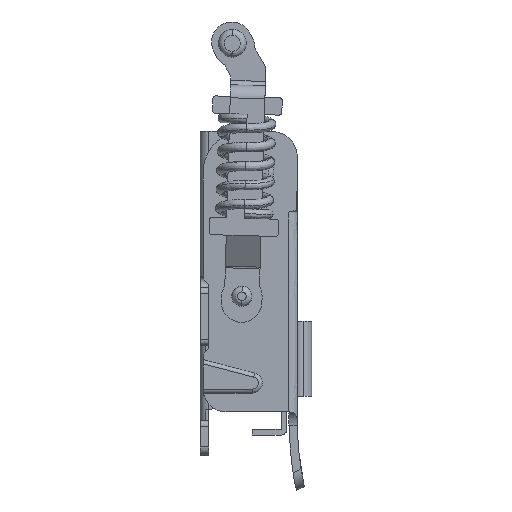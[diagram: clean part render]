
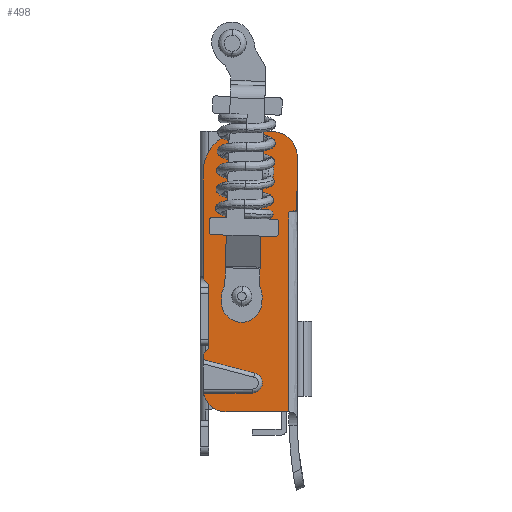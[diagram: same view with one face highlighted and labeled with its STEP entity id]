
A CAD part, left-side view. The second image highlights one B-rep face of the part: STEP entity #498.
In plain terms, the highlighted planar face has unit normal (-1, 0, 0).
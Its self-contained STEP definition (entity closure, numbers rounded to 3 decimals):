
#498=ADVANCED_FACE('',(#3000,#3001,#3002),#2999,.F.);
#2999=PLANE('',#6228);
#3000=FACE_OUTER_BOUND('',#6229,.T.);
#3001=FACE_BOUND('',#6230,.T.);
#3002=FACE_BOUND('',#6231,.T.);
#6225=CARTESIAN_POINT('',(-11.5,-1.63,33.35));
#6226=DIRECTION('',(1.,0.,0.));
#6227=DIRECTION('',(0.,0.,-1.));
#6228=AXIS2_PLACEMENT_3D('',#6225,#6226,#6227);
#6229=EDGE_LOOP('',(#10990,#10991,#10992,#10993,#10994,#10995,#10996,#10997,#10998,#10999,#11000,#11001,#11002,#11003));
#6230=EDGE_LOOP('',(#11004,#11005));
#6231=EDGE_LOOP('',(#11006,#11007));
#10990=ORIENTED_EDGE('',*,*,#12600,.F.);
#10991=ORIENTED_EDGE('',*,*,#12601,.T.);
#10992=ORIENTED_EDGE('',*,*,#12602,.T.);
#10993=ORIENTED_EDGE('',*,*,#12603,.F.);
#10994=ORIENTED_EDGE('',*,*,#12604,.T.);
#10995=ORIENTED_EDGE('',*,*,#12605,.F.);
#10996=ORIENTED_EDGE('',*,*,#12549,.F.);
#10997=ORIENTED_EDGE('',*,*,#12553,.F.);
#10998=ORIENTED_EDGE('',*,*,#12559,.F.);
#10999=ORIENTED_EDGE('',*,*,#12566,.F.);
#11000=ORIENTED_EDGE('',*,*,#12606,.F.);
#11001=ORIENTED_EDGE('',*,*,#12607,.F.);
#11002=ORIENTED_EDGE('',*,*,#12608,.F.);
#11003=ORIENTED_EDGE('',*,*,#12571,.T.);
#11004=ORIENTED_EDGE('',*,*,#12609,.F.);
#11005=ORIENTED_EDGE('',*,*,#12610,.F.);
#11006=ORIENTED_EDGE('',*,*,#12611,.F.);
#11007=ORIENTED_EDGE('',*,*,#12612,.F.);
#12549=EDGE_CURVE('',#17307,#17308,#17309,.T.);
#12553=EDGE_CURVE('',#17335,#17307,#17336,.T.);
#12559=EDGE_CURVE('',#17370,#17335,#17377,.T.);
#12566=EDGE_CURVE('',#17417,#17370,#17424,.T.);
#12571=EDGE_CURVE('',#17458,#17451,#17459,.T.);
#12600=EDGE_CURVE('',#17259,#17451,#17653,.T.);
#12601=EDGE_CURVE('',#17259,#17659,#17660,.T.);
#12602=EDGE_CURVE('',#17659,#17666,#17667,.T.);
#12603=EDGE_CURVE('',#17673,#17666,#17674,.T.);
#12604=EDGE_CURVE('',#17673,#17680,#17681,.T.);
#12605=EDGE_CURVE('',#17308,#17680,#17687,.T.);
#12606=EDGE_CURVE('',#17693,#17417,#17694,.T.);
#12607=EDGE_CURVE('',#17700,#17693,#17701,.T.);
#12608=EDGE_CURVE('',#17458,#17700,#17707,.T.);
#12609=EDGE_CURVE('',#17713,#17714,#17715,.T.);
#12610=EDGE_CURVE('',#17714,#17713,#17721,.T.);
#12611=EDGE_CURVE('',#17727,#17728,#17729,.T.);
#12612=EDGE_CURVE('',#17728,#17727,#17735,.T.);
#17259=VERTEX_POINT('',#22946);
#17307=VERTEX_POINT('',#22974);
#17308=VERTEX_POINT('',#22975);
#17309=LINE('',#22976,#22977);
#17335=VERTEX_POINT('',#22990);
#17336=LINE('',#22991,#22992);
#17370=VERTEX_POINT('',#23010);
#17377=LINE('',#23014,#23015);
#17417=VERTEX_POINT('',#23036);
#17424=LINE('',#23040,#23041);
#17451=VERTEX_POINT('',#23057);
#17458=VERTEX_POINT('',#23061);
#17459=CIRCLE('',#23065,4.);
#17653=LINE('',#23193,#23194);
#17659=VERTEX_POINT('',#23196);
#17660=(BOUNDED_CURVE() B_SPLINE_CURVE(3,(#23197,#23198,#23199,#23200,#23201,#23202,#23203,#23204,#23205,#23206),.UNSPECIFIED.,.F.,.F.) B_SPLINE_CURVE_WITH_KNOTS((4,3,3,4),(-0.02,0.015,0.015,0.024),.UNSPECIFIED.) CURVE() GEOMETRIC_REPRESENTATION_ITEM() RATIONAL_B_SPLINE_CURVE((1.,1.,1.,1.,1.,1.,1.,1.,1.,1.)) REPRESENTATION_ITEM('') );
#17666=VERTEX_POINT('',#23207);
#17667=CIRCLE('',#23211,4.5);
#17673=VERTEX_POINT('',#23212);
#17674=LINE('',#23213,#23214);
#17680=VERTEX_POINT('',#23216);
#17681=CIRCLE('',#23220,7.);
#17687=LINE('',#23221,#23222);
#17693=VERTEX_POINT('',#23224);
#17694=LINE('',#23225,#23226);
#17700=VERTEX_POINT('',#23228);
#17701=CIRCLE('',#23232,1.75);
#17707=LINE('',#23233,#23234);
#17713=VERTEX_POINT('',#23236);
#17714=VERTEX_POINT('',#23237);
#17715=CIRCLE('',#23241,2.75);
#17721=CIRCLE('',#23245,2.75);
#17727=VERTEX_POINT('',#23246);
#17728=VERTEX_POINT('',#23247);
#17729=CIRCLE('',#23251,2.75);
#17735=CIRCLE('',#23255,2.75);
#22946=CARTESIAN_POINT('',(-11.5,1.5,-20.));
#22974=CARTESIAN_POINT('',(-11.5,15.3,2.));
#22975=CARTESIAN_POINT('',(-11.5,16.3,3.));
#22976=CARTESIAN_POINT('',(-11.5,15.3,2.));
#22977=VECTOR('',#22978,1.414);
#22978=DIRECTION('',(0.,0.707,0.707));
#22990=CARTESIAN_POINT('',(-11.5,15.3,-9.));
#22991=CARTESIAN_POINT('',(-11.5,15.3,-9.));
#22992=VECTOR('',#22993,11.);
#22993=DIRECTION('',(0.,0.,1.));
#23010=CARTESIAN_POINT('',(-11.5,16.3,-10.));
#23014=CARTESIAN_POINT('',(-11.5,16.3,-10.));
#23015=VECTOR('',#23016,1.414);
#23016=DIRECTION('',(0.,-0.707,0.707));
#23036=CARTESIAN_POINT('',(-11.5,16.3,-10.973));
#23040=CARTESIAN_POINT('',(-11.5,16.3,-10.973));
#23041=VECTOR('',#23042,0.973);
#23042=DIRECTION('',(0.,0.,1.));
#23057=CARTESIAN_POINT('',(-11.5,12.3,-20.));
#23061=CARTESIAN_POINT('',(-11.5,16.229,-16.75));
#23062=CARTESIAN_POINT('',(-11.5,12.3,-16.));
#23063=DIRECTION('',(-1.,0.,0.));
#23064=DIRECTION('',(0.,0.,1.));
#23065=AXIS2_PLACEMENT_3D('',#23062,#23063,#23064);
#23193=CARTESIAN_POINT('',(-11.5,1.5,-20.));
#23194=VECTOR('',#23195,10.8);
#23195=DIRECTION('',(0.,1.,0.));
#23196=CARTESIAN_POINT('',(-11.5,0.,24.));
#23197=CARTESIAN_POINT('',(-11.5,1.5,-20.));
#23198=CARTESIAN_POINT('',(-11.5,1.5,-8.491));
#23199=CARTESIAN_POINT('',(-11.5,1.5,3.017));
#23200=CARTESIAN_POINT('',(-11.5,1.5,14.526));
#23201=CARTESIAN_POINT('',(-11.5,1.5,14.663));
#23202=CARTESIAN_POINT('',(-11.5,0.102,14.8));
#23203=CARTESIAN_POINT('',(-11.5,0.1,14.937));
#23204=CARTESIAN_POINT('',(-11.5,0.067,17.958));
#23205=CARTESIAN_POINT('',(-11.5,0.033,20.979));
#23206=CARTESIAN_POINT('',(-11.5,0.,24.));
#23207=CARTESIAN_POINT('',(-11.5,4.5,28.5));
#23208=CARTESIAN_POINT('',(-11.5,4.5,24.));
#23209=DIRECTION('',(-1.,0.,0.));
#23210=DIRECTION('',(0.,0.,1.));
#23211=AXIS2_PLACEMENT_3D('',#23208,#23209,#23210);
#23212=CARTESIAN_POINT('',(-11.5,9.3,28.5));
#23213=CARTESIAN_POINT('',(-11.5,9.3,28.5));
#23214=VECTOR('',#23215,4.8);
#23215=DIRECTION('',(0.,-1.,0.));
#23216=CARTESIAN_POINT('',(-11.5,16.3,21.5));
#23217=CARTESIAN_POINT('',(-11.5,9.3,21.5));
#23218=DIRECTION('',(-1.,0.,0.));
#23219=DIRECTION('',(0.,0.,1.));
#23220=AXIS2_PLACEMENT_3D('',#23217,#23218,#23219);
#23221=CARTESIAN_POINT('',(-11.5,16.3,3.));
#23222=VECTOR('',#23223,18.5);
#23223=DIRECTION('',(0.,0.,1.));
#23224=CARTESIAN_POINT('',(-11.5,7.358,-13.307));
#23225=CARTESIAN_POINT('',(-11.5,7.358,-13.307));
#23226=VECTOR('',#23227,9.241);
#23227=DIRECTION('',(0.,0.968,0.252));
#23228=CARTESIAN_POINT('',(-11.5,7.8,-16.75));
#23229=CARTESIAN_POINT('',(-11.5,7.8,-15.));
#23230=DIRECTION('',(-1.,0.,0.));
#23231=DIRECTION('',(0.,0.,1.));
#23232=AXIS2_PLACEMENT_3D('',#23229,#23230,#23231);
#23233=CARTESIAN_POINT('',(-11.5,16.229,-16.75));
#23234=VECTOR('',#23235,8.429);
#23235=DIRECTION('',(0.,-1.,0.));
#23236=CARTESIAN_POINT('',(-11.5,6.8,24.25));
#23237=CARTESIAN_POINT('',(-11.5,6.8,18.75));
#23238=CARTESIAN_POINT('',(-11.5,6.8,21.5));
#23239=DIRECTION('',(-1.,0.,0.));
#23240=DIRECTION('',(0.,0.,-1.));
#23241=AXIS2_PLACEMENT_3D('',#23238,#23239,#23240);
#23242=CARTESIAN_POINT('',(-11.5,6.8,21.5));
#23243=DIRECTION('',(-1.,0.,0.));
#23244=DIRECTION('',(0.,0.,-1.));
#23245=AXIS2_PLACEMENT_3D('',#23242,#23243,#23244);
#23246=CARTESIAN_POINT('',(-11.5,9.6,2.75));
#23247=CARTESIAN_POINT('',(-11.5,9.6,-2.75));
#23248=CARTESIAN_POINT('',(-11.5,9.6,0.));
#23249=DIRECTION('',(-1.,0.,0.));
#23250=DIRECTION('',(0.,0.,-1.));
#23251=AXIS2_PLACEMENT_3D('',#23248,#23249,#23250);
#23252=CARTESIAN_POINT('',(-11.5,9.6,0.));
#23253=DIRECTION('',(-1.,0.,0.));
#23254=DIRECTION('',(0.,0.,-1.));
#23255=AXIS2_PLACEMENT_3D('',#23252,#23253,#23254);
